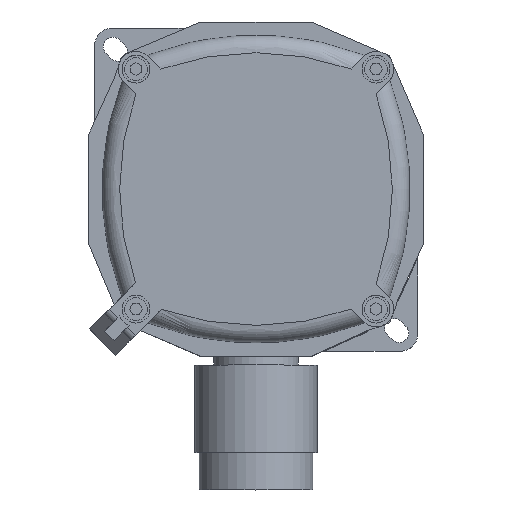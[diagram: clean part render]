
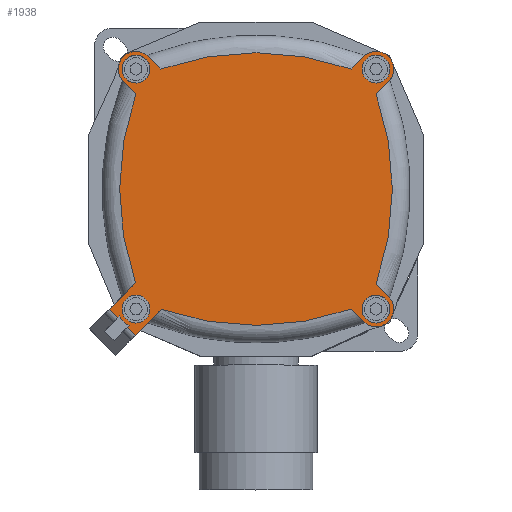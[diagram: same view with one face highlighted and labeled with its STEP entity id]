
A CAD part, top view. The second image highlights one B-rep face of the part: STEP entity #1938.
In plain terms, the highlighted planar face has unit normal (0, 0, 1).
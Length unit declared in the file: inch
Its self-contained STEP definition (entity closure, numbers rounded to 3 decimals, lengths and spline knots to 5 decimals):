
#1339=CARTESIAN_POINT('',(-2.10087,-1.71903,1.5));
#1340=VERTEX_POINT('',#1339);
#1348=CARTESIAN_POINT('',(-1.72389,-1.34205,1.5));
#1349=VERTEX_POINT('',#1348);
#1350=CARTESIAN_POINT('',(-1.72389,-1.34205,1.5));
#1351=DIRECTION('',(-0.707,-0.707,0.0));
#1352=VECTOR('',#1351,0.53314);
#1353=LINE('',#1350,#1352);
#1354=EDGE_CURVE('',#1349,#1340,#1353,.T.);
#1559=CARTESIAN_POINT('',(-1.97713,-1.84278,1.5));
#1560=VERTEX_POINT('',#1559);
#1570=CARTESIAN_POINT('',(-1.97713,-1.84278,1.5));
#1571=DIRECTION('',(-0.707,0.707,0.0));
#1572=VECTOR('',#1571,0.175);
#1573=LINE('',#1570,#1572);
#1574=EDGE_CURVE('',#1560,#1340,#1573,.T.);
#1593=CARTESIAN_POINT('',(-1.84207,-1.97783,1.5));
#1594=VERTEX_POINT('',#1593);
#1610=CARTESIAN_POINT('',(-1.7261,-2.0938,1.5));
#1611=VERTEX_POINT('',#1610);
#1619=CARTESIAN_POINT('',(-1.7261,-2.0938,1.5));
#1620=DIRECTION('',(-0.707,0.707,0.0));
#1621=VECTOR('',#1620,0.164);
#1622=LINE('',#1619,#1621);
#1623=EDGE_CURVE('',#1611,#1594,#1622,.T.);
#1714=CARTESIAN_POINT('',(-1.35254,-1.72023,1.5));
#1715=VERTEX_POINT('',#1714);
#1737=CARTESIAN_POINT('',(-1.7261,-2.0938,1.5));
#1738=DIRECTION('',(0.707,0.707,0.0));
#1739=VECTOR('',#1738,0.5283);
#1740=LINE('',#1737,#1739);
#1741=EDGE_CURVE('',#1611,#1715,#1740,.T.);
#1751=CARTESIAN_POINT('',(0.0,0.0,1.5));
#1752=DIRECTION('',(0.0,0.0,1.0));
#1753=DIRECTION('',(1.0,0.0,0.0));
#1754=AXIS2_PLACEMENT_3D('',#1751,#1752,#1753);
#1755=PLANE('',#1754);
#1756=ORIENTED_EDGE('',*,*,#1623,.F.);
#1757=ORIENTED_EDGE('',*,*,#1741,.T.);
#1758=CARTESIAN_POINT('',(1.36185,-1.71696,1.5));
#1759=VERTEX_POINT('',#1758);
#1760=CARTESIAN_POINT('',(0.,2.14575,1.5));
#1761=DIRECTION('',(0.0,0.0,-1.0));
#1762=DIRECTION('',(0.0,-1.0,0.0));
#1763=AXIS2_PLACEMENT_3D('',#1760,#1761,#1762);
#1764=CIRCLE('',#1763,4.09575);
#1765=EDGE_CURVE('',#1759,#1715,#1764,.T.);
#1766=ORIENTED_EDGE('',*,*,#1765,.F.);
#1767=CARTESIAN_POINT('',(1.55656,-1.91167,1.5));
#1768=VERTEX_POINT('',#1767);
#1769=CARTESIAN_POINT('',(1.36185,-1.71696,1.5));
#1770=DIRECTION('',(0.707,-0.707,0.0));
#1771=VECTOR('',#1770,0.27536);
#1772=LINE('',#1769,#1771);
#1773=EDGE_CURVE('',#1759,#1768,#1772,.T.);
#1774=ORIENTED_EDGE('',*,*,#1773,.T.);
#1775=CARTESIAN_POINT('',(1.91167,-1.55656,1.5));
#1776=VERTEX_POINT('',#1775);
#1777=CARTESIAN_POINT('',(1.71631,-1.71631,1.5));
#1778=DIRECTION('',(0.0,0.0,1.0));
#1779=DIRECTION('',(-0.774,-0.633,0.0));
#1780=AXIS2_PLACEMENT_3D('',#1777,#1778,#1779);
#1781=CIRCLE('',#1780,0.25236);
#1782=EDGE_CURVE('',#1768,#1776,#1781,.T.);
#1783=ORIENTED_EDGE('',*,*,#1782,.T.);
#1784=CARTESIAN_POINT('',(1.71696,-1.36185,1.5));
#1785=VERTEX_POINT('',#1784);
#1786=CARTESIAN_POINT('',(1.91167,-1.55656,1.5));
#1787=DIRECTION('',(-0.707,0.707,0.0));
#1788=VECTOR('',#1787,0.27536);
#1789=LINE('',#1786,#1788);
#1790=EDGE_CURVE('',#1776,#1785,#1789,.T.);
#1791=ORIENTED_EDGE('',*,*,#1790,.T.);
#1792=CARTESIAN_POINT('',(1.71696,1.36185,1.5));
#1793=VERTEX_POINT('',#1792);
#1794=CARTESIAN_POINT('',(-2.14575,0.0,1.5));
#1795=DIRECTION('',(0.0,0.0,-1.0));
#1796=DIRECTION('',(1.0,0.0,0.0));
#1797=AXIS2_PLACEMENT_3D('',#1794,#1795,#1796);
#1798=CIRCLE('',#1797,4.09575);
#1799=EDGE_CURVE('',#1793,#1785,#1798,.T.);
#1800=ORIENTED_EDGE('',*,*,#1799,.F.);
#1801=CARTESIAN_POINT('',(1.91167,1.55656,1.5));
#1802=VERTEX_POINT('',#1801);
#1803=CARTESIAN_POINT('',(1.71696,1.36185,1.5));
#1804=DIRECTION('',(0.707,0.707,0.0));
#1805=VECTOR('',#1804,0.27536);
#1806=LINE('',#1803,#1805);
#1807=EDGE_CURVE('',#1793,#1802,#1806,.T.);
#1808=ORIENTED_EDGE('',*,*,#1807,.T.);
#1809=CARTESIAN_POINT('',(1.55656,1.91167,1.5));
#1810=VERTEX_POINT('',#1809);
#1811=CARTESIAN_POINT('',(1.71631,1.71631,1.5));
#1812=DIRECTION('',(0.0,0.0,1.0));
#1813=DIRECTION('',(0.633,-0.774,0.0));
#1814=AXIS2_PLACEMENT_3D('',#1811,#1812,#1813);
#1815=CIRCLE('',#1814,0.25236);
#1816=EDGE_CURVE('',#1802,#1810,#1815,.T.);
#1817=ORIENTED_EDGE('',*,*,#1816,.T.);
#1818=CARTESIAN_POINT('',(1.36185,1.71696,1.5));
#1819=VERTEX_POINT('',#1818);
#1820=CARTESIAN_POINT('',(1.55656,1.91167,1.5));
#1821=DIRECTION('',(-0.707,-0.707,0.0));
#1822=VECTOR('',#1821,0.27536);
#1823=LINE('',#1820,#1822);
#1824=EDGE_CURVE('',#1810,#1819,#1823,.T.);
#1825=ORIENTED_EDGE('',*,*,#1824,.T.);
#1826=CARTESIAN_POINT('',(-1.36185,1.71696,1.5));
#1827=VERTEX_POINT('',#1826);
#1828=CARTESIAN_POINT('',(0.,-2.14575,1.5));
#1829=DIRECTION('',(0.0,0.0,-1.0));
#1830=DIRECTION('',(0.0,1.0,0.0));
#1831=AXIS2_PLACEMENT_3D('',#1828,#1829,#1830);
#1832=CIRCLE('',#1831,4.09575);
#1833=EDGE_CURVE('',#1827,#1819,#1832,.T.);
#1834=ORIENTED_EDGE('',*,*,#1833,.F.);
#1835=CARTESIAN_POINT('',(-1.55656,1.91167,1.5));
#1836=VERTEX_POINT('',#1835);
#1837=CARTESIAN_POINT('',(-1.36185,1.71696,1.5));
#1838=DIRECTION('',(-0.707,0.707,0.0));
#1839=VECTOR('',#1838,0.27536);
#1840=LINE('',#1837,#1839);
#1841=EDGE_CURVE('',#1827,#1836,#1840,.T.);
#1842=ORIENTED_EDGE('',*,*,#1841,.T.);
#1843=CARTESIAN_POINT('',(-1.91167,1.55656,1.5));
#1844=VERTEX_POINT('',#1843);
#1845=CARTESIAN_POINT('',(-1.71631,1.71631,1.5));
#1846=DIRECTION('',(0.0,0.0,1.0));
#1847=DIRECTION('',(0.774,0.633,0.0));
#1848=AXIS2_PLACEMENT_3D('',#1845,#1846,#1847);
#1849=CIRCLE('',#1848,0.25236);
#1850=EDGE_CURVE('',#1836,#1844,#1849,.T.);
#1851=ORIENTED_EDGE('',*,*,#1850,.T.);
#1852=CARTESIAN_POINT('',(-1.71696,1.36185,1.5));
#1853=VERTEX_POINT('',#1852);
#1854=CARTESIAN_POINT('',(-1.91167,1.55656,1.5));
#1855=DIRECTION('',(0.707,-0.707,0.0));
#1856=VECTOR('',#1855,0.27536);
#1857=LINE('',#1854,#1856);
#1858=EDGE_CURVE('',#1844,#1853,#1857,.T.);
#1859=ORIENTED_EDGE('',*,*,#1858,.T.);
#1860=CARTESIAN_POINT('',(2.14575,0.,1.5));
#1861=DIRECTION('',(0.0,0.0,-1.0));
#1862=DIRECTION('',(-1.0,0.0,0.0));
#1863=AXIS2_PLACEMENT_3D('',#1860,#1861,#1862);
#1864=CIRCLE('',#1863,4.09575);
#1865=EDGE_CURVE('',#1349,#1853,#1864,.T.);
#1866=ORIENTED_EDGE('',*,*,#1865,.F.);
#1867=ORIENTED_EDGE('',*,*,#1354,.T.);
#1868=ORIENTED_EDGE('',*,*,#1574,.F.);
#1869=CARTESIAN_POINT('',(-1.9488,-1.81445,1.5));
#1870=VERTEX_POINT('',#1869);
#1871=CARTESIAN_POINT('',(-1.97713,-1.84278,1.5));
#1872=DIRECTION('',(0.707,0.707,0.0));
#1873=VECTOR('',#1872,0.04005);
#1874=LINE('',#1871,#1873);
#1875=EDGE_CURVE('',#1560,#1870,#1874,.T.);
#1876=ORIENTED_EDGE('',*,*,#1875,.T.);
#1877=CARTESIAN_POINT('',(-1.81346,-1.94922,1.5));
#1878=VERTEX_POINT('',#1877);
#1879=CARTESIAN_POINT('',(-1.71631,-1.71631,1.5));
#1880=DIRECTION('',(0.0,0.0,1.0));
#1881=DIRECTION('',(-0.633,0.774,0.0));
#1882=AXIS2_PLACEMENT_3D('',#1879,#1880,#1881);
#1883=CIRCLE('',#1882,0.25236);
#1884=EDGE_CURVE('',#1870,#1878,#1883,.T.);
#1885=ORIENTED_EDGE('',*,*,#1884,.T.);
#1886=CARTESIAN_POINT('',(-1.81346,-1.94922,1.5));
#1887=DIRECTION('',(-0.707,-0.707,0.0));
#1888=VECTOR('',#1887,0.04046);
#1889=LINE('',#1886,#1888);
#1890=EDGE_CURVE('',#1878,#1594,#1889,.T.);
#1891=ORIENTED_EDGE('',*,*,#1890,.T.);
#1892=EDGE_LOOP('',(#1756,#1757,#1766,#1774,#1783,#1791,#1800,#1808,#1817,#1825,#1834,#1842,#1851,#1859,#1866,#1867,#1868,#1876,#1885,#1891));
#1893=FACE_OUTER_BOUND('',#1892,.T.);
#1894=CARTESIAN_POINT('',(1.91631,1.71631,1.5));
#1895=VERTEX_POINT('',#1894);
#1896=CARTESIAN_POINT('',(1.71631,1.71631,1.5));
#1897=DIRECTION('',(0.0,0.0,-1.0));
#1898=DIRECTION('',(-1.0,0.0,0.0));
#1899=AXIS2_PLACEMENT_3D('',#1896,#1897,#1898);
#1900=CIRCLE('',#1899,0.2);
#1901=EDGE_CURVE('',#1895,#1895,#1900,.T.);
#1902=ORIENTED_EDGE('',*,*,#1901,.T.);
#1903=EDGE_LOOP('',(#1902));
#1904=FACE_BOUND('',#1903,.T.);
#1905=CARTESIAN_POINT('',(-1.71631,1.91631,1.5));
#1906=VERTEX_POINT('',#1905);
#1907=CARTESIAN_POINT('',(-1.71631,1.71631,1.5));
#1908=DIRECTION('',(0.0,0.0,-1.0));
#1909=DIRECTION('',(0.0,-1.0,0.0));
#1910=AXIS2_PLACEMENT_3D('',#1907,#1908,#1909);
#1911=CIRCLE('',#1910,0.2);
#1912=EDGE_CURVE('',#1906,#1906,#1911,.T.);
#1913=ORIENTED_EDGE('',*,*,#1912,.T.);
#1914=EDGE_LOOP('',(#1913));
#1915=FACE_BOUND('',#1914,.T.);
#1916=CARTESIAN_POINT('',(-1.91631,-1.71631,1.5));
#1917=VERTEX_POINT('',#1916);
#1918=CARTESIAN_POINT('',(-1.71631,-1.71631,1.5));
#1919=DIRECTION('',(0.0,0.0,-1.0));
#1920=DIRECTION('',(1.0,0.0,0.0));
#1921=AXIS2_PLACEMENT_3D('',#1918,#1919,#1920);
#1922=CIRCLE('',#1921,0.2);
#1923=EDGE_CURVE('',#1917,#1917,#1922,.T.);
#1924=ORIENTED_EDGE('',*,*,#1923,.T.);
#1925=EDGE_LOOP('',(#1924));
#1926=FACE_BOUND('',#1925,.T.);
#1927=CARTESIAN_POINT('',(1.71631,-1.91631,1.5));
#1928=VERTEX_POINT('',#1927);
#1929=CARTESIAN_POINT('',(1.71631,-1.71631,1.5));
#1930=DIRECTION('',(0.0,0.0,-1.0));
#1931=DIRECTION('',(0.0,1.0,0.0));
#1932=AXIS2_PLACEMENT_3D('',#1929,#1930,#1931);
#1933=CIRCLE('',#1932,0.2);
#1934=EDGE_CURVE('',#1928,#1928,#1933,.T.);
#1935=ORIENTED_EDGE('',*,*,#1934,.T.);
#1936=EDGE_LOOP('',(#1935));
#1937=FACE_BOUND('',#1936,.T.);
#1938=ADVANCED_FACE('',(#1893,#1904,#1915,#1926,#1937),#1755,.T.);
